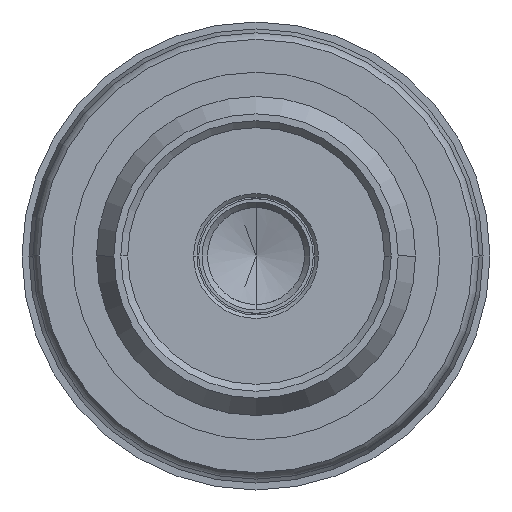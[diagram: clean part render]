
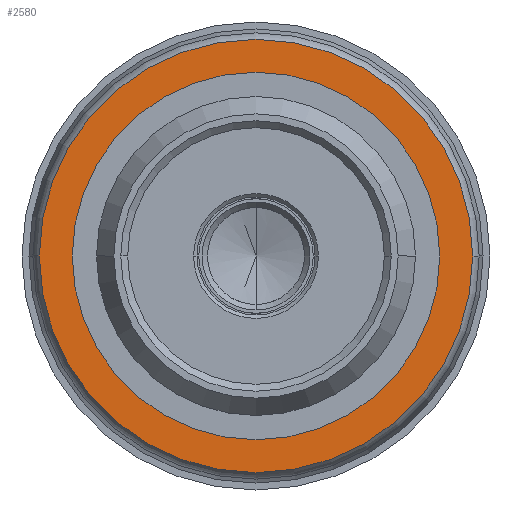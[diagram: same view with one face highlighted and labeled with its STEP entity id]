
A CAD part, left-side view. The second image highlights one B-rep face of the part: STEP entity #2580.
In plain terms, the highlighted planar face has unit normal (-1, 0, 0).
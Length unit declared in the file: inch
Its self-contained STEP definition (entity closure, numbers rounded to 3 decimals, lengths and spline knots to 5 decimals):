
#139 = DIRECTION ( 'NONE',  ( 0., 0., -1. ) ) ;
#141 = DIRECTION ( 'NONE',  ( 1., 0., 0. ) ) ;
#142 = CARTESIAN_POINT ( 'NONE',  ( -0.29921, 0., 0. ) ) ;
#146 = DIRECTION ( 'NONE',  ( 0., 0., -1. ) ) ;
#148 = DIRECTION ( 'NONE',  ( 1., 0., 0. ) ) ;
#149 = CARTESIAN_POINT ( 'NONE',  ( -0.29921, 0., 0. ) ) ;
#181 = DIRECTION ( 'NONE',  ( 0., 0., -1. ) ) ;
#183 = DIRECTION ( 'NONE',  ( 1., 0., 0. ) ) ;
#186 = CARTESIAN_POINT ( 'NONE',  ( -0.29921, 0., 0. ) ) ;
#303 = DIRECTION ( 'NONE',  ( 0., 0., -1. ) ) ;
#308 = PLANE ( 'NONE',  #2090 ) ;
#320 = CARTESIAN_POINT ( 'NONE',  ( -0.29921, 0., 0. ) ) ;
#324 = DIRECTION ( 'NONE',  ( 1., 0., 0. ) ) ;
#557 = CARTESIAN_POINT ( 'NONE',  ( -0.29921, 0., 0.24606 ) ) ;
#562 = CARTESIAN_POINT ( 'NONE',  ( -0.29921, 0., -0.24606 ) ) ;
#572 = CARTESIAN_POINT ( 'NONE',  ( -0.29921, 0., -0.20866 ) ) ;
#583 = CARTESIAN_POINT ( 'NONE',  ( -0.29921, 0., 0.20866 ) ) ;
#841 = FACE_OUTER_BOUND ( 'NONE', #1553, .T. ) ;
#845 = FACE_BOUND ( 'NONE', #1627, .T. ) ;
#1233 = EDGE_CURVE ( 'NONE', #1931, #1939, #1417, .T. ) ;
#1237 = EDGE_CURVE ( 'NONE', #1939, #1931, #1429, .T. ) ;
#1238 = EDGE_CURVE ( 'NONE', #1927, #1917, #1427, .T. ) ;
#1340 = CIRCLE ( 'NONE', #2541, 0.20866 ) ;
#1417 = CIRCLE ( 'NONE', #3222, 0.24606 ) ;
#1427 = CIRCLE ( 'NONE', #3226, 0.20866 ) ;
#1429 = CIRCLE ( 'NONE', #3225, 0.24606 ) ;
#1553 = EDGE_LOOP ( 'NONE', ( #1859, #1851 ) ) ;
#1627 = EDGE_LOOP ( 'NONE', ( #1857, #2008 ) ) ;
#1851 = ORIENTED_EDGE ( 'NONE', *, *, #1233, .F. ) ;
#1857 = ORIENTED_EDGE ( 'NONE', *, *, #3203, .T. ) ;
#1859 = ORIENTED_EDGE ( 'NONE', *, *, #1237, .F. ) ;
#1917 = VERTEX_POINT ( 'NONE', #583 ) ;
#1927 = VERTEX_POINT ( 'NONE', #572 ) ;
#1931 = VERTEX_POINT ( 'NONE', #562 ) ;
#1939 = VERTEX_POINT ( 'NONE', #557 ) ;
#2008 = ORIENTED_EDGE ( 'NONE', *, *, #1238, .T. ) ;
#2090 = AXIS2_PLACEMENT_3D ( 'NONE', #320, #324, #303 ) ;
#2541 = AXIS2_PLACEMENT_3D ( 'NONE', #3408, #3417, #3421 ) ;
#2580 = ADVANCED_FACE ( 'NONE', ( #841, #845 ), #308, .F. ) ;
#3203 = EDGE_CURVE ( 'NONE', #1917, #1927, #1340, .T. ) ;
#3222 = AXIS2_PLACEMENT_3D ( 'NONE', #186, #183, #181 ) ;
#3225 = AXIS2_PLACEMENT_3D ( 'NONE', #149, #148, #146 ) ;
#3226 = AXIS2_PLACEMENT_3D ( 'NONE', #142, #141, #139 ) ;
#3408 = CARTESIAN_POINT ( 'NONE',  ( -0.29921, 0., 0. ) ) ;
#3417 = DIRECTION ( 'NONE',  ( 1., 0., 0. ) ) ;
#3421 = DIRECTION ( 'NONE',  ( 0., 0., -1. ) ) ;
